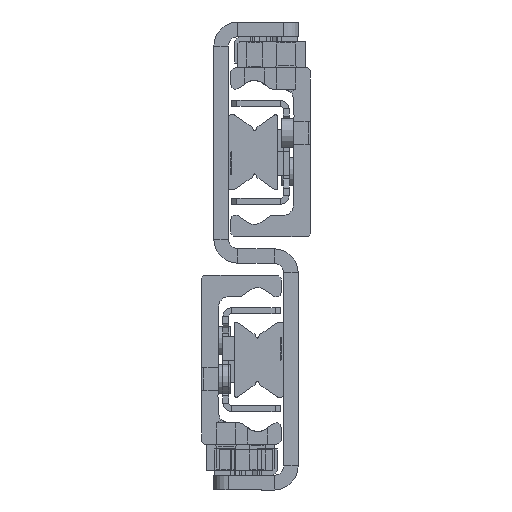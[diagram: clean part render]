
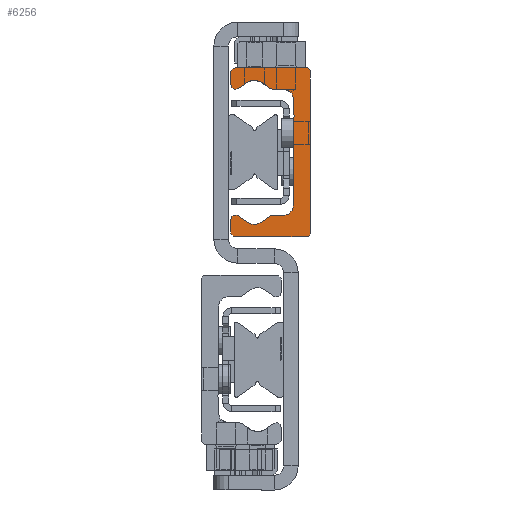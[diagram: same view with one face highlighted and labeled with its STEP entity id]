
A CAD part, left-side view. The second image highlights one B-rep face of the part: STEP entity #6256.
In plain terms, the highlighted planar face has unit normal (-1, 0, 0).
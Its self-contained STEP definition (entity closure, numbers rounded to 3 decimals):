
#5008=CARTESIAN_POINT('',(0.0,4.75,-11.1));
#5009=VERTEX_POINT('',#5008);
#5016=CARTESIAN_POINT('',(0.0,2.75,-13.1));
#5017=VERTEX_POINT('',#5016);
#5018=CARTESIAN_POINT('',(0.0,2.75,-11.1));
#5019=DIRECTION('',(-1.0,0.0,0.0));
#5020=DIRECTION('',(0.0,0.0,1.0));
#5021=AXIS2_PLACEMENT_3D('',#5018,#5019,#5020);
#5022=CIRCLE('',#5021,2.);
#5023=EDGE_CURVE('',#5009,#5017,#5022,.T.);
#5212=CARTESIAN_POINT('',(0.0,-0.14,-13.281));
#5213=VERTEX_POINT('',#5212);
#5220=CARTESIAN_POINT('',(0.0,-1.916,-14.524));
#5221=VERTEX_POINT('',#5220);
#5222=CARTESIAN_POINT('',(0.0,-0.14,-13.281));
#5223=DIRECTION('',(0.0,-0.819,-0.574));
#5224=VECTOR('',#5223,2.168);
#5225=LINE('',#5222,#5224);
#5226=EDGE_CURVE('',#5213,#5221,#5225,.T.);
#5351=CARTESIAN_POINT('',(0.0,8.25,16.85));
#5352=VERTEX_POINT('',#5351);
#5359=CARTESIAN_POINT('',(0.0,7.6,17.5));
#5360=VERTEX_POINT('',#5359);
#5361=CARTESIAN_POINT('',(0.0,7.6,16.85));
#5362=DIRECTION('',(1.0,0.0,0.0));
#5363=DIRECTION('',(0.0,1.0,0.0));
#5364=AXIS2_PLACEMENT_3D('',#5361,#5362,#5363);
#5365=CIRCLE('',#5364,0.65);
#5366=EDGE_CURVE('',#5352,#5360,#5365,.T.);
#5390=CARTESIAN_POINT('',(0.0,8.25,-16.85));
#5391=VERTEX_POINT('',#5390);
#5398=CARTESIAN_POINT('',(0.0,8.25,-16.85));
#5399=DIRECTION('',(0.0,0.0,1.0));
#5400=VECTOR('',#5399,33.7);
#5401=LINE('',#5398,#5400);
#5402=EDGE_CURVE('',#5391,#5352,#5401,.T.);
#5485=CARTESIAN_POINT('',(0.0,7.6,-17.5));
#5486=VERTEX_POINT('',#5485);
#5493=CARTESIAN_POINT('',(0.0,7.6,-16.85));
#5494=DIRECTION('',(1.0,0.0,0.0));
#5495=DIRECTION('',(0.0,0.0,-1.0));
#5496=AXIS2_PLACEMENT_3D('',#5493,#5494,#5495);
#5497=CIRCLE('',#5496,0.65);
#5498=EDGE_CURVE('',#5486,#5391,#5497,.T.);
#5517=CARTESIAN_POINT('',(0.0,-7.25,-17.5));
#5518=VERTEX_POINT('',#5517);
#5525=CARTESIAN_POINT('',(0.0,-7.25,-17.5));
#5526=DIRECTION('',(0.0,1.0,0.0));
#5527=VECTOR('',#5526,14.85);
#5528=LINE('',#5525,#5527);
#5529=EDGE_CURVE('',#5518,#5486,#5528,.T.);
#5561=CARTESIAN_POINT('',(0.0,-8.25,-16.5));
#5562=VERTEX_POINT('',#5561);
#5569=CARTESIAN_POINT('',(0.0,-7.25,-16.5));
#5570=DIRECTION('',(1.0,0.0,0.0));
#5571=DIRECTION('',(0.0,-1.0,0.0));
#5572=AXIS2_PLACEMENT_3D('',#5569,#5570,#5571);
#5573=CIRCLE('',#5572,1.);
#5574=EDGE_CURVE('',#5562,#5518,#5573,.T.);
#5593=CARTESIAN_POINT('',(0.0,-8.25,-13.98));
#5594=VERTEX_POINT('',#5593);
#5601=CARTESIAN_POINT('',(0.0,-8.25,-13.98));
#5602=DIRECTION('',(0.0,0.0,-1.0));
#5603=VECTOR('',#5602,2.52);
#5604=LINE('',#5601,#5603);
#5605=EDGE_CURVE('',#5594,#5562,#5604,.T.);
#5625=CARTESIAN_POINT('',(0.0,-6.708,-13.177));
#5626=VERTEX_POINT('',#5625);
#5633=CARTESIAN_POINT('',(0.0,-7.27,-13.98));
#5634=DIRECTION('',(1.0,0.0,0.0));
#5635=DIRECTION('',(0.0,0.574,0.819));
#5636=AXIS2_PLACEMENT_3D('',#5633,#5634,#5635);
#5637=CIRCLE('',#5636,0.98);
#5638=EDGE_CURVE('',#5626,#5594,#5637,.T.);
#5650=CARTESIAN_POINT('',(0.0,-4.784,-14.524));
#5651=VERTEX_POINT('',#5650);
#5658=CARTESIAN_POINT('',(0.0,-4.784,-14.524));
#5659=DIRECTION('',(0.0,-0.819,0.574));
#5660=VECTOR('',#5659,2.349);
#5661=LINE('',#5658,#5660);
#5662=EDGE_CURVE('',#5651,#5626,#5661,.T.);
#5684=CARTESIAN_POINT('',(0.0,-3.35,-12.477));
#5685=DIRECTION('',(-1.0,0.0,0.0));
#5686=DIRECTION('',(0.0,0.574,0.819));
#5687=AXIS2_PLACEMENT_3D('',#5684,#5685,#5686);
#5688=CIRCLE('',#5687,2.5);
#5689=EDGE_CURVE('',#5221,#5651,#5688,.T.);
#5709=CARTESIAN_POINT('',(0.0,0.433,-13.1));
#5710=VERTEX_POINT('',#5709);
#5717=CARTESIAN_POINT('',(0.0,0.433,-14.1));
#5718=DIRECTION('',(1.0,0.0,0.0));
#5719=DIRECTION('',(0.0,0.0,1.0));
#5720=AXIS2_PLACEMENT_3D('',#5717,#5718,#5719);
#5721=CIRCLE('',#5720,1.);
#5722=EDGE_CURVE('',#5710,#5213,#5721,.T.);
#5737=CARTESIAN_POINT('',(0.0,2.75,-13.1));
#5738=DIRECTION('',(0.0,-1.0,0.0));
#5739=VECTOR('',#5738,2.317);
#5740=LINE('',#5737,#5739);
#5741=EDGE_CURVE('',#5017,#5710,#5740,.T.);
#5767=CARTESIAN_POINT('',(0.0,4.75,-7.75));
#5768=VERTEX_POINT('',#5767);
#5775=CARTESIAN_POINT('',(0.0,4.75,-7.75));
#5776=DIRECTION('',(0.0,0.0,-1.0));
#5777=VECTOR('',#5776,3.35);
#5778=LINE('',#5775,#5777);
#5779=EDGE_CURVE('',#5768,#5009,#5778,.T.);
#5799=CARTESIAN_POINT('',(0.0,4.75,-7.25));
#5800=VERTEX_POINT('',#5799);
#5807=CARTESIAN_POINT('',(0.0,4.75,-7.5));
#5808=DIRECTION('',(-1.0,0.0,0.0));
#5809=DIRECTION('',(0.0,0.0,1.0));
#5810=AXIS2_PLACEMENT_3D('',#5807,#5808,#5809);
#5811=CIRCLE('',#5810,0.25);
#5812=EDGE_CURVE('',#5800,#5768,#5811,.T.);
#5831=CARTESIAN_POINT('',(0.0,4.75,11.1));
#5832=VERTEX_POINT('',#5831);
#5839=CARTESIAN_POINT('',(0.0,4.75,11.1));
#5840=DIRECTION('',(0.0,0.0,-1.0));
#5841=VECTOR('',#5840,18.35);
#5842=LINE('',#5839,#5841);
#5843=EDGE_CURVE('',#5832,#5800,#5842,.T.);
#5926=CARTESIAN_POINT('',(0.0,2.75,13.1));
#5927=VERTEX_POINT('',#5926);
#5934=CARTESIAN_POINT('',(0.0,2.75,11.1));
#5935=DIRECTION('',(-1.0,0.0,0.0));
#5936=DIRECTION('',(0.0,-1.0,0.0));
#5937=AXIS2_PLACEMENT_3D('',#5934,#5935,#5936);
#5938=CIRCLE('',#5937,2.);
#5939=EDGE_CURVE('',#5927,#5832,#5938,.T.);
#5958=CARTESIAN_POINT('',(0.0,0.433,13.1));
#5959=VERTEX_POINT('',#5958);
#5966=CARTESIAN_POINT('',(0.0,0.433,13.1));
#5967=DIRECTION('',(0.0,1.0,0.0));
#5968=VECTOR('',#5967,2.317);
#5969=LINE('',#5966,#5968);
#5970=EDGE_CURVE('',#5959,#5927,#5969,.T.);
#5990=CARTESIAN_POINT('',(0.0,-0.14,13.281));
#5991=VERTEX_POINT('',#5990);
#5998=CARTESIAN_POINT('',(0.0,0.433,14.1));
#5999=DIRECTION('',(1.0,0.0,0.0));
#6000=DIRECTION('',(0.0,-0.574,-0.819));
#6001=AXIS2_PLACEMENT_3D('',#5998,#5999,#6000);
#6002=CIRCLE('',#6001,1.);
#6003=EDGE_CURVE('',#5991,#5959,#6002,.T.);
#6022=CARTESIAN_POINT('',(0.0,-1.916,14.524));
#6023=VERTEX_POINT('',#6022);
#6030=CARTESIAN_POINT('',(0.0,-1.916,14.524));
#6031=DIRECTION('',(0.0,0.819,-0.574));
#6032=VECTOR('',#6031,2.168);
#6033=LINE('',#6030,#6032);
#6034=EDGE_CURVE('',#6023,#5991,#6033,.T.);
#6054=CARTESIAN_POINT('',(0.0,-4.784,14.524));
#6055=VERTEX_POINT('',#6054);
#6062=CARTESIAN_POINT('',(0.0,-3.35,12.477));
#6063=DIRECTION('',(-1.0,0.0,0.0));
#6064=DIRECTION('',(0.0,-0.574,-0.819));
#6065=AXIS2_PLACEMENT_3D('',#6062,#6063,#6064);
#6066=CIRCLE('',#6065,2.5);
#6067=EDGE_CURVE('',#6055,#6023,#6066,.T.);
#6086=CARTESIAN_POINT('',(0.0,-6.708,13.177));
#6087=VERTEX_POINT('',#6086);
#6094=CARTESIAN_POINT('',(0.0,-6.708,13.177));
#6095=DIRECTION('',(0.0,0.819,0.574));
#6096=VECTOR('',#6095,2.349);
#6097=LINE('',#6094,#6096);
#6098=EDGE_CURVE('',#6087,#6055,#6097,.T.);
#6118=CARTESIAN_POINT('',(0.0,-8.25,13.98));
#6119=VERTEX_POINT('',#6118);
#6126=CARTESIAN_POINT('',(0.0,-7.27,13.98));
#6127=DIRECTION('',(1.0,0.0,0.0));
#6128=DIRECTION('',(0.0,-1.0,0.0));
#6129=AXIS2_PLACEMENT_3D('',#6126,#6127,#6128);
#6130=CIRCLE('',#6129,0.98);
#6131=EDGE_CURVE('',#6119,#6087,#6130,.T.);
#6150=CARTESIAN_POINT('',(0.0,-8.25,16.5));
#6151=VERTEX_POINT('',#6150);
#6158=CARTESIAN_POINT('',(0.0,-8.25,16.5));
#6159=DIRECTION('',(0.0,0.0,-1.0));
#6160=VECTOR('',#6159,2.52);
#6161=LINE('',#6158,#6160);
#6162=EDGE_CURVE('',#6151,#6119,#6161,.T.);
#6182=CARTESIAN_POINT('',(0.0,-7.25,17.5));
#6183=VERTEX_POINT('',#6182);
#6190=CARTESIAN_POINT('',(0.0,-7.25,16.5));
#6191=DIRECTION('',(1.0,0.0,0.0));
#6192=DIRECTION('',(0.0,0.0,1.0));
#6193=AXIS2_PLACEMENT_3D('',#6190,#6191,#6192);
#6194=CIRCLE('',#6193,1.);
#6195=EDGE_CURVE('',#6183,#6151,#6194,.T.);
#6213=CARTESIAN_POINT('',(0.0,7.6,17.5));
#6214=DIRECTION('',(0.0,-1.0,0.0));
#6215=VECTOR('',#6214,14.85);
#6216=LINE('',#6213,#6215);
#6217=EDGE_CURVE('',#5360,#6183,#6216,.T.);
#6223=CARTESIAN_POINT('',(0.0,2.258,-0.017));
#6224=DIRECTION('',(1.0,0.0,0.0));
#6225=DIRECTION('',(0.0,0.0,-1.0));
#6226=AXIS2_PLACEMENT_3D('',#6223,#6224,#6225);
#6227=PLANE('',#6226);
#6228=ORIENTED_EDGE('',*,*,#6217,.F.);
#6229=ORIENTED_EDGE('',*,*,#5366,.F.);
#6230=ORIENTED_EDGE('',*,*,#5402,.F.);
#6231=ORIENTED_EDGE('',*,*,#5498,.F.);
#6232=ORIENTED_EDGE('',*,*,#5529,.F.);
#6233=ORIENTED_EDGE('',*,*,#5574,.F.);
#6234=ORIENTED_EDGE('',*,*,#5605,.F.);
#6235=ORIENTED_EDGE('',*,*,#5638,.F.);
#6236=ORIENTED_EDGE('',*,*,#5662,.F.);
#6237=ORIENTED_EDGE('',*,*,#5689,.F.);
#6238=ORIENTED_EDGE('',*,*,#5226,.F.);
#6239=ORIENTED_EDGE('',*,*,#5722,.F.);
#6240=ORIENTED_EDGE('',*,*,#5741,.F.);
#6241=ORIENTED_EDGE('',*,*,#5023,.F.);
#6242=ORIENTED_EDGE('',*,*,#5779,.F.);
#6243=ORIENTED_EDGE('',*,*,#5812,.F.);
#6244=ORIENTED_EDGE('',*,*,#5843,.F.);
#6245=ORIENTED_EDGE('',*,*,#5939,.F.);
#6246=ORIENTED_EDGE('',*,*,#5970,.F.);
#6247=ORIENTED_EDGE('',*,*,#6003,.F.);
#6248=ORIENTED_EDGE('',*,*,#6034,.F.);
#6249=ORIENTED_EDGE('',*,*,#6067,.F.);
#6250=ORIENTED_EDGE('',*,*,#6098,.F.);
#6251=ORIENTED_EDGE('',*,*,#6131,.F.);
#6252=ORIENTED_EDGE('',*,*,#6162,.F.);
#6253=ORIENTED_EDGE('',*,*,#6195,.F.);
#6254=EDGE_LOOP('',(#6228,#6229,#6230,#6231,#6232,#6233,#6234,#6235,#6236,#6237,#6238,#6239,#6240,#6241,#6242,#6243,#6244,#6245,#6246,#6247,#6248,#6249,#6250,#6251,#6252,#6253));
#6255=FACE_OUTER_BOUND('',#6254,.T.);
#6256=ADVANCED_FACE('',(#6255),#6227,.F.);
